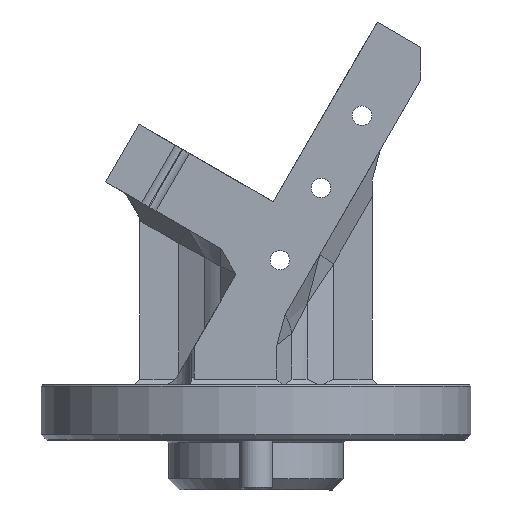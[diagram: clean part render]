
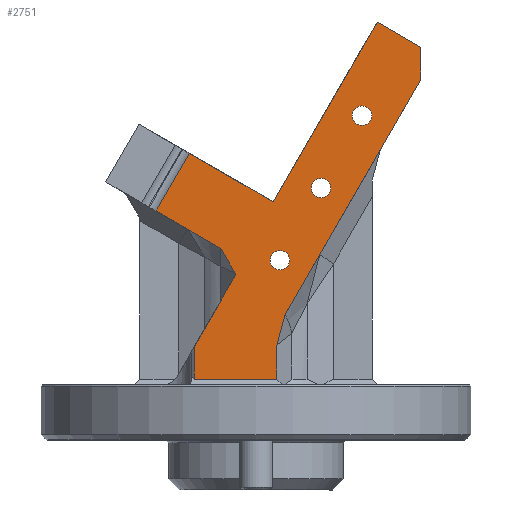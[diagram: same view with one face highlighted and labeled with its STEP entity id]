
A CAD part, front view. The second image highlights one B-rep face of the part: STEP entity #2751.
In plain terms, the highlighted face is planar.
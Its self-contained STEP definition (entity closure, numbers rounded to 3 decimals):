
#174=FACE_BOUND('',#551,.T.);
#175=FACE_BOUND('',#552,.T.);
#176=FACE_BOUND('',#553,.T.);
#235=PLANE('',#2989);
#375=FACE_OUTER_BOUND('',#550,.T.);
#550=EDGE_LOOP('',(#2400,#2401,#2402,#2403,#2404,#2405,#2406,#2407,#2408,
#2409,#2410,#2411,#2412,#2413));
#551=EDGE_LOOP('',(#2414));
#552=EDGE_LOOP('',(#2415));
#553=EDGE_LOOP('',(#2416));
#655=LINE('',#4578,#891);
#670=LINE('',#4643,#906);
#696=LINE('',#4884,#932);
#702=LINE('',#4897,#938);
#736=LINE('',#5130,#972);
#759=LINE('',#5216,#995);
#762=LINE('',#5222,#998);
#771=LINE('',#5269,#1007);
#778=LINE('',#5286,#1014);
#779=LINE('',#5288,#1015);
#780=LINE('',#5290,#1016);
#781=LINE('',#5292,#1017);
#782=LINE('',#5293,#1018);
#783=LINE('',#5294,#1019);
#891=VECTOR('',#3308,10.);
#906=VECTOR('',#3347,10.);
#932=VECTOR('',#3407,10.);
#938=VECTOR('',#3423,1000.);
#972=VECTOR('',#3483,10.);
#995=VECTOR('',#3526,10.);
#998=VECTOR('',#3531,1000.);
#1007=VECTOR('',#3568,10.);
#1014=VECTOR('',#3589,10.);
#1015=VECTOR('',#3590,10.);
#1016=VECTOR('',#3591,10.);
#1017=VECTOR('',#3592,10.);
#1018=VECTOR('',#3593,10.);
#1019=VECTOR('',#3594,10.);
#1146=CIRCLE('',#2990,1.75);
#1147=CIRCLE('',#2991,1.75);
#1148=CIRCLE('',#2992,1.75);
#1257=VERTEX_POINT('',#4575);
#1258=VERTEX_POINT('',#4577);
#1277=VERTEX_POINT('',#4641);
#1305=VERTEX_POINT('',#4882);
#1306=VERTEX_POINT('',#4883);
#1308=VERTEX_POINT('',#4896);
#1351=VERTEX_POINT('',#5128);
#1352=VERTEX_POINT('',#5129);
#1364=VERTEX_POINT('',#5212);
#1366=VERTEX_POINT('',#5220);
#1373=VERTEX_POINT('',#5285);
#1374=VERTEX_POINT('',#5287);
#1375=VERTEX_POINT('',#5289);
#1376=VERTEX_POINT('',#5291);
#1377=VERTEX_POINT('',#5295);
#1378=VERTEX_POINT('',#5297);
#1379=VERTEX_POINT('',#5299);
#1551=EDGE_CURVE('',#1258,#1257,#655,.T.);
#1576=EDGE_CURVE('',#1277,#1257,#670,.T.);
#1625=EDGE_CURVE('',#1305,#1306,#696,.T.);
#1632=EDGE_CURVE('',#1306,#1308,#702,.T.);
#1685=EDGE_CURVE('',#1351,#1352,#736,.T.);
#1715=EDGE_CURVE('',#1364,#1352,#759,.T.);
#1718=EDGE_CURVE('',#1366,#1351,#762,.T.);
#1730=EDGE_CURVE('',#1364,#1277,#771,.T.);
#1738=EDGE_CURVE('',#1373,#1366,#778,.T.);
#1739=EDGE_CURVE('',#1374,#1373,#779,.T.);
#1740=EDGE_CURVE('',#1374,#1375,#780,.T.);
#1741=EDGE_CURVE('',#1375,#1376,#781,.T.);
#1742=EDGE_CURVE('',#1376,#1308,#782,.T.);
#1743=EDGE_CURVE('',#1258,#1305,#783,.T.);
#1744=EDGE_CURVE('',#1377,#1377,#1146,.T.);
#1745=EDGE_CURVE('',#1378,#1378,#1147,.T.);
#1746=EDGE_CURVE('',#1379,#1379,#1148,.T.);
#2400=ORIENTED_EDGE('',*,*,#1576,.F.);
#2401=ORIENTED_EDGE('',*,*,#1730,.F.);
#2402=ORIENTED_EDGE('',*,*,#1715,.T.);
#2403=ORIENTED_EDGE('',*,*,#1685,.F.);
#2404=ORIENTED_EDGE('',*,*,#1718,.F.);
#2405=ORIENTED_EDGE('',*,*,#1738,.F.);
#2406=ORIENTED_EDGE('',*,*,#1739,.F.);
#2407=ORIENTED_EDGE('',*,*,#1740,.T.);
#2408=ORIENTED_EDGE('',*,*,#1741,.T.);
#2409=ORIENTED_EDGE('',*,*,#1742,.T.);
#2410=ORIENTED_EDGE('',*,*,#1632,.F.);
#2411=ORIENTED_EDGE('',*,*,#1625,.F.);
#2412=ORIENTED_EDGE('',*,*,#1743,.F.);
#2413=ORIENTED_EDGE('',*,*,#1551,.T.);
#2414=ORIENTED_EDGE('',*,*,#1744,.T.);
#2415=ORIENTED_EDGE('',*,*,#1745,.T.);
#2416=ORIENTED_EDGE('',*,*,#1746,.T.);
#2751=ADVANCED_FACE('',(#375,#174,#175,#176),#235,.T.);
#2989=AXIS2_PLACEMENT_3D('',#5284,#3587,#3588);
#2990=AXIS2_PLACEMENT_3D('',#5296,#3595,#3596);
#2991=AXIS2_PLACEMENT_3D('',#5298,#3597,#3598);
#2992=AXIS2_PLACEMENT_3D('',#5300,#3599,#3600);
#3308=DIRECTION('',(0.5,0.,-0.866));
#3347=DIRECTION('',(0.,0.,1.));
#3407=DIRECTION('',(0.5,0.,0.866));
#3423=DIRECTION('',(0.866,0.,0.5));
#3483=DIRECTION('',(0.259,0.,-0.966));
#3526=DIRECTION('',(0.,0.,1.));
#3531=DIRECTION('',(0.5,0.,-0.866));
#3568=DIRECTION('',(1.,0.,0.));
#3587=DIRECTION('center_axis',(0.,1.,0.));
#3588=DIRECTION('ref_axis',(-1.,0.,0.));
#3589=DIRECTION('',(0.,0.,-1.));
#3590=DIRECTION('',(-0.866,0.,-0.5));
#3591=DIRECTION('',(0.5,0.,-0.866));
#3592=DIRECTION('',(0.866,0.,0.5));
#3593=DIRECTION('',(0.5,0.,-0.866));
#3594=DIRECTION('',(0.,0.,1.));
#3595=DIRECTION('center_axis',(0.,-1.,0.));
#3596=DIRECTION('ref_axis',(-1.,0.,0.));
#3597=DIRECTION('center_axis',(0.,-1.,0.));
#3598=DIRECTION('ref_axis',(-1.,0.,0.));
#3599=DIRECTION('center_axis',(0.,-1.,0.));
#3600=DIRECTION('ref_axis',(-1.,0.,0.));
#4575=CARTESIAN_POINT('',(11.186,18.,16.768));
#4577=CARTESIAN_POINT('',(3.75,18.,29.648));
#4578=CARTESIAN_POINT('',(-3.75,18.,42.639));
#4641=CARTESIAN_POINT('',(11.186,18.,11.));
#4643=CARTESIAN_POINT('',(11.186,18.,10.));
#4882=CARTESIAN_POINT('',(3.75,18.,30.113));
#4883=CARTESIAN_POINT('',(6.348,18.,34.613));
#4884=CARTESIAN_POINT('',(0.045,18.,23.695));
#4896=CARTESIAN_POINT('',(18.031,18.,41.358));
#4897=CARTESIAN_POINT('',(2.876,18.,32.608));
#5128=CARTESIAN_POINT('',(-5.25,18.,22.682));
#5129=CARTESIAN_POINT('',(-3.75,18.,17.084));
#5130=CARTESIAN_POINT('',(-2.988,18.,14.241));
#5212=CARTESIAN_POINT('',(-3.75,18.,11.));
#5216=CARTESIAN_POINT('',(-3.75,18.,10.));
#5220=CARTESIAN_POINT('',(-29.767,18.,65.146));
#5222=CARTESIAN_POINT('',(-32.267,18.,69.476));
#5269=CARTESIAN_POINT('',(1.875,18.,11.));
#5284=CARTESIAN_POINT('Origin',(3.75,18.,10.));
#5285=CARTESIAN_POINT('',(-29.767,18.,70.919));
#5286=CARTESIAN_POINT('',(-29.767,18.,39.016));
#5287=CARTESIAN_POINT('',(-21.874,18.,75.476));
#5288=CARTESIAN_POINT('',(-21.874,18.,75.476));
#5289=CARTESIAN_POINT('',(-3.124,18.,43.));
#5290=CARTESIAN_POINT('',(-4.495,18.,45.375));
#5291=CARTESIAN_POINT('',(12.031,18.,51.75));
#5292=CARTESIAN_POINT('',(-7.691,18.,40.363));
#5293=CARTESIAN_POINT('',(12.031,18.,51.75));
#5294=CARTESIAN_POINT('',(3.75,18.,10.));
#5295=CARTESIAN_POINT('',(-17.378,18.,58.567));
#5296=CARTESIAN_POINT('Origin',(-19.128,18.,58.567));
#5297=CARTESIAN_POINT('',(-9.969,18.,45.524));
#5298=CARTESIAN_POINT('Origin',(-11.719,18.,45.524));
#5299=CARTESIAN_POINT('',(-2.559,18.,32.482));
#5300=CARTESIAN_POINT('Origin',(-4.309,18.,32.482));
